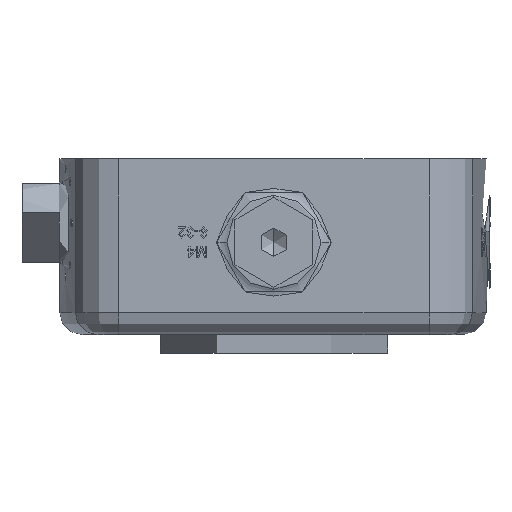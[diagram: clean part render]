
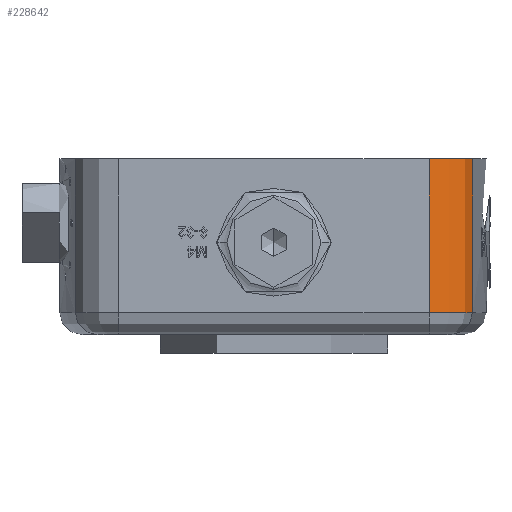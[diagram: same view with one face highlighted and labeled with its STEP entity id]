
A CAD part, front view. The second image highlights one B-rep face of the part: STEP entity #228642.
In plain terms, the highlighted cylindrical face has radius 5.08 mm (diameter 10.16 mm), a partial arc.
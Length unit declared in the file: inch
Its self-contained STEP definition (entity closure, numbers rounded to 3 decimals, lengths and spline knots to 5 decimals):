
#14312 = EDGE_LOOP ( 'NONE', ( #137523, #242775, #65848, #45304 ) ) ;
#20998 = DIRECTION ( 'NONE',  ( 0., 0., 1. ) ) ;
#44968 = VECTOR ( 'NONE', #20998, 39.37008 ) ;
#45304 = ORIENTED_EDGE ( 'NONE', *, *, #227133, .F. ) ;
#47865 = CARTESIAN_POINT ( 'NONE',  ( -0.70689, 0.77, -0.8 ) ) ;
#65848 = ORIENTED_EDGE ( 'NONE', *, *, #78631, .T. ) ;
#75872 = DIRECTION ( 'NONE',  ( 0., 0., 1. ) ) ;
#76917 = AXIS2_PLACEMENT_3D ( 'NONE', #117598, #255249, #137350 ) ;
#78631 = EDGE_CURVE ( 'NONE', #203917, #113303, #195703, .T. ) ;
#80298 = VERTEX_POINT ( 'NONE', #240112 ) ;
#89454 = CYLINDRICAL_SURFACE ( 'NONE', #226708, 0.2 ) ;
#91271 = VECTOR ( 'NONE', #145411, 39.37008 ) ;
#97671 = CARTESIAN_POINT ( 'NONE',  ( -0.90489, 0.79824, -0.7 ) ) ;
#113303 = VERTEX_POINT ( 'NONE', #199777 ) ;
#117598 = CARTESIAN_POINT ( 'NONE',  ( -0.70689, 0.77, -0.7 ) ) ;
#125633 = CARTESIAN_POINT ( 'NONE',  ( -0.70689, 0.97, -0.8 ) ) ;
#126107 = DIRECTION ( 'NONE',  ( 0., 0., 1. ) ) ;
#136205 = EDGE_CURVE ( 'NONE', #80298, #203917, #179942, .T. ) ;
#137350 = DIRECTION ( 'NONE',  ( 1., 0., 0. ) ) ;
#137523 = ORIENTED_EDGE ( 'NONE', *, *, #223627, .F. ) ;
#138792 = CARTESIAN_POINT ( 'NONE',  ( -0.90489, 0.79824, -0.8 ) ) ;
#145411 = DIRECTION ( 'NONE',  ( 0., 0., 1. ) ) ;
#145868 = DIRECTION ( 'NONE',  ( 1., 0., 0. ) ) ;
#153153 = VERTEX_POINT ( 'NONE', #202496 ) ;
#168701 = AXIS2_PLACEMENT_3D ( 'NONE', #193657, #75872, #213490 ) ;
#170880 = CIRCLE ( 'NONE', #168701, 0.2 ) ;
#179942 = CIRCLE ( 'NONE', #76917, 0.2 ) ;
#193657 = CARTESIAN_POINT ( 'NONE',  ( -0.70689, 0.77, 0. ) ) ;
#195703 = LINE ( 'NONE', #138792, #44968 ) ;
#199777 = CARTESIAN_POINT ( 'NONE',  ( -0.90489, 0.79824, 0. ) ) ;
#202496 = CARTESIAN_POINT ( 'NONE',  ( -0.70689, 0.97, 0. ) ) ;
#203917 = VERTEX_POINT ( 'NONE', #97671 ) ;
#213490 = DIRECTION ( 'NONE',  ( 1., 0., 0. ) ) ;
#223627 = EDGE_CURVE ( 'NONE', #80298, #153153, #248237, .T. ) ;
#226708 = AXIS2_PLACEMENT_3D ( 'NONE', #47865, #126107, #145868 ) ;
#227133 = EDGE_CURVE ( 'NONE', #153153, #113303, #170880, .T. ) ;
#228642 = ADVANCED_FACE ( 'NONE', ( #246468 ), #89454, .T. ) ;
#240112 = CARTESIAN_POINT ( 'NONE',  ( -0.70689, 0.97, -0.7 ) ) ;
#242775 = ORIENTED_EDGE ( 'NONE', *, *, #136205, .T. ) ;
#246468 = FACE_OUTER_BOUND ( 'NONE', #14312, .T. ) ;
#248237 = LINE ( 'NONE', #125633, #91271 ) ;
#255249 = DIRECTION ( 'NONE',  ( 0., 0., 1. ) ) ;
